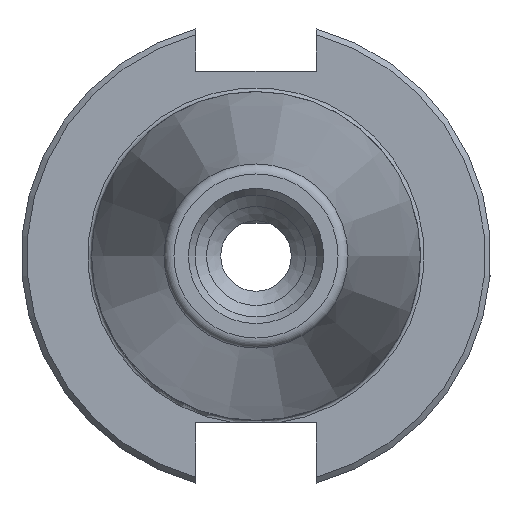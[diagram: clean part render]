
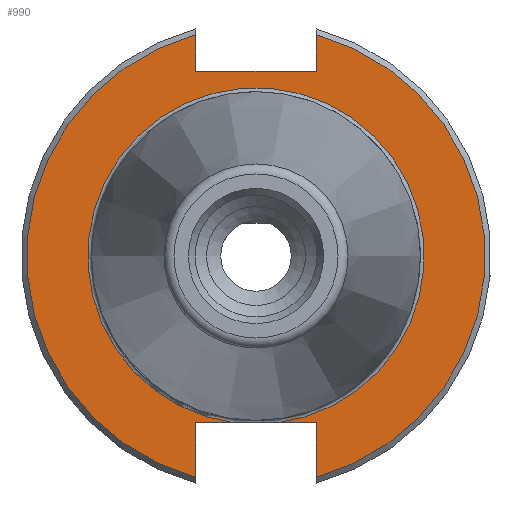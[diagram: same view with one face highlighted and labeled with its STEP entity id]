
A CAD part, left-side view. The second image highlights one B-rep face of the part: STEP entity #990.
In plain terms, the highlighted planar face has unit normal (-1, 0, 0).
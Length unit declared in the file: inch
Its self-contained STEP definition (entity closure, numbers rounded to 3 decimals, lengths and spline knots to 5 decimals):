
#383=CARTESIAN_POINT('',(0.125,-0.11172,-0.888));
#384=VERTEX_POINT('',#383);
#385=CARTESIAN_POINT('',(0.125,0.11172,-0.888));
#386=VERTEX_POINT('',#385);
#400=CARTESIAN_POINT('',(0.125,0.0,0.0));
#401=DIRECTION('',(-1.0,0.0,0.0));
#402=DIRECTION('',(0.0,-1.0,0.0));
#403=AXIS2_PLACEMENT_3D('',#400,#401,#402);
#404=CIRCLE('',#403,0.895);
#405=EDGE_CURVE('',#384,#386,#404,.T.);
#671=CARTESIAN_POINT('',(0.125,0.32,-0.888));
#672=VERTEX_POINT('',#671);
#679=CARTESIAN_POINT('',(0.125,0.32,-1.17729));
#680=VERTEX_POINT('',#679);
#681=CARTESIAN_POINT('',(0.125,0.32,-1.17729));
#682=DIRECTION('',(0.0,0.0,1.0));
#683=VECTOR('',#682,0.28929);
#684=LINE('',#681,#683);
#685=EDGE_CURVE('',#680,#672,#684,.T.);
#863=CARTESIAN_POINT('',(0.125,-0.32,-1.17729));
#864=VERTEX_POINT('',#863);
#878=CARTESIAN_POINT('',(0.125,-0.32,-0.888));
#879=VERTEX_POINT('',#878);
#880=CARTESIAN_POINT('',(0.125,-0.32,-0.888));
#881=DIRECTION('',(0.0,0.0,-1.0));
#882=VECTOR('',#881,0.28929);
#883=LINE('',#880,#882);
#884=EDGE_CURVE('',#879,#864,#883,.T.);
#911=CARTESIAN_POINT('',(0.125,-0.32,1.17729));
#912=VERTEX_POINT('',#911);
#926=CARTESIAN_POINT('',(0.125,0.0,0.0));
#927=DIRECTION('',(1.0,0.0,0.0));
#928=DIRECTION('',(0.0,-1.0,0.0));
#929=AXIS2_PLACEMENT_3D('',#926,#927,#928);
#930=CIRCLE('',#929,1.22);
#931=EDGE_CURVE('',#912,#864,#930,.T.);
#936=CARTESIAN_POINT('',(0.125,1.0625,0.0));
#937=DIRECTION('',(-1.0,0.0,0.0));
#938=DIRECTION('',(0.0,0.0,1.0));
#939=AXIS2_PLACEMENT_3D('',#936,#937,#938);
#940=PLANE('',#939);
#941=ORIENTED_EDGE('',*,*,#405,.F.);
#942=CARTESIAN_POINT('',(0.125,-0.11172,-0.888));
#943=DIRECTION('',(0.0,-1.0,0.0));
#944=VECTOR('',#943,0.20828);
#945=LINE('',#942,#944);
#946=EDGE_CURVE('',#384,#879,#945,.T.);
#947=ORIENTED_EDGE('',*,*,#946,.T.);
#948=ORIENTED_EDGE('',*,*,#884,.T.);
#949=ORIENTED_EDGE('',*,*,#931,.F.);
#950=CARTESIAN_POINT('',(0.125,-0.32,0.983));
#951=VERTEX_POINT('',#950);
#952=CARTESIAN_POINT('',(0.125,-0.32,1.17729));
#953=DIRECTION('',(0.0,0.0,-1.0));
#954=VECTOR('',#953,0.19429);
#955=LINE('',#952,#954);
#956=EDGE_CURVE('',#912,#951,#955,.T.);
#957=ORIENTED_EDGE('',*,*,#956,.T.);
#958=CARTESIAN_POINT('',(0.125,0.32,0.983));
#959=VERTEX_POINT('',#958);
#960=CARTESIAN_POINT('',(0.125,-0.32,0.983));
#961=DIRECTION('',(0.0,1.0,0.0));
#962=VECTOR('',#961,0.64);
#963=LINE('',#960,#962);
#964=EDGE_CURVE('',#951,#959,#963,.T.);
#965=ORIENTED_EDGE('',*,*,#964,.T.);
#966=CARTESIAN_POINT('',(0.125,0.32,1.17729));
#967=VERTEX_POINT('',#966);
#968=CARTESIAN_POINT('',(0.125,0.32,0.983));
#969=DIRECTION('',(0.0,0.0,1.0));
#970=VECTOR('',#969,0.19429);
#971=LINE('',#968,#970);
#972=EDGE_CURVE('',#959,#967,#971,.T.);
#973=ORIENTED_EDGE('',*,*,#972,.T.);
#974=CARTESIAN_POINT('',(0.125,0.0,0.0));
#975=DIRECTION('',(1.0,0.0,0.0));
#976=DIRECTION('',(0.0,1.0,0.0));
#977=AXIS2_PLACEMENT_3D('',#974,#975,#976);
#978=CIRCLE('',#977,1.22);
#979=EDGE_CURVE('',#680,#967,#978,.T.);
#980=ORIENTED_EDGE('',*,*,#979,.F.);
#981=ORIENTED_EDGE('',*,*,#685,.T.);
#982=CARTESIAN_POINT('',(0.125,0.32,-0.888));
#983=DIRECTION('',(0.0,-1.0,0.0));
#984=VECTOR('',#983,0.20828);
#985=LINE('',#982,#984);
#986=EDGE_CURVE('',#672,#386,#985,.T.);
#987=ORIENTED_EDGE('',*,*,#986,.T.);
#988=EDGE_LOOP('',(#941,#947,#948,#949,#957,#965,#973,#980,#981,#987));
#989=FACE_OUTER_BOUND('',#988,.T.);
#990=ADVANCED_FACE('',(#989),#940,.T.);
